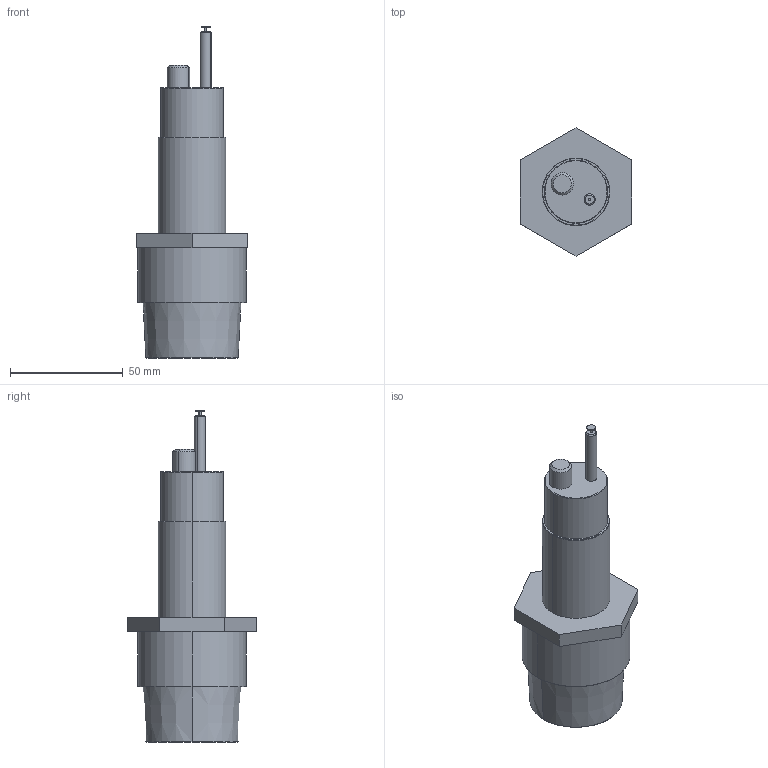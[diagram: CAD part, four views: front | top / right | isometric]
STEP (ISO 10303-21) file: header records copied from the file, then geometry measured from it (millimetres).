
FILE_DESCRIPTION((''),'2;1');
FILE_NAME('PRT0001_SW0001','2012-03-23T',('dhelisch'),(''),'PRO/ENGINEER BY PARAMETRIC TECHNOLOGY CORPORATION, 2007250','PRO/ENGINEER BY PARAMETRIC TECHNOLOGY CORPORATION, 2007250','');
FILE_SCHEMA(('CONFIG_CONTROL_DESIGN'));
Length unit declared in the file: millimetre
Products named in the file (1): PRT0001_SW0001
Bounding box: 49.36 x 57 x 147.5 mm (x, y, z)
Surface area: 18741.6 mm2 (no closed solid volume)
Topology: 0 solids, 1 shells, 44 faces, 90 edges, 56 vertices
Faces by surface type: plane 16, cylinder 14, torus 8, cone 6
Entity records: 1590 total; most frequent: DIRECTION 230, CARTESIAN_POINT 190, ORIENTED_EDGE 180, AXIS2_PLACEMENT_3D 96, EDGE_CURVE 90, COLOUR_RGB 66, VERTEX_POINT 56, EDGE_LOOP 52
